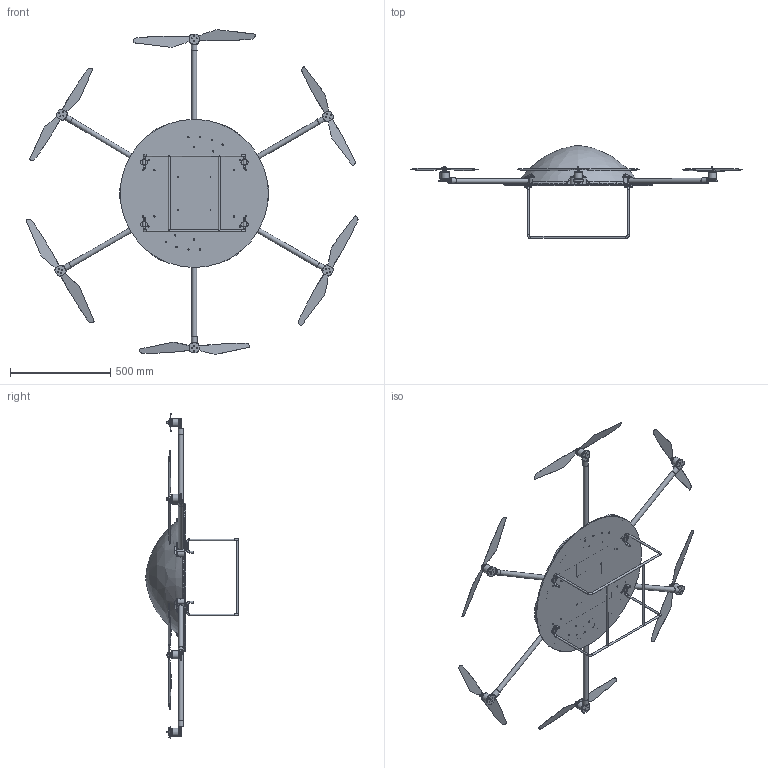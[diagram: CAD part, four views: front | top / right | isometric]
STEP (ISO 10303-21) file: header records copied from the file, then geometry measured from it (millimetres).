
FILE_DESCRIPTION(('FreeCAD Model'),'2;1');
FILE_NAME('Open CASCADE Shape Model','2025-05-04T09:57:42',('FreeCAD'),( 'FreeCAD'),'Open CASCADE STEP processor 7.6','FreeCAD','Unknown');
FILE_SCHEMA(('AUTOMOTIVE_DESIGN { 1 0 10303 214 1 1 1 1 }'));
Products named in the file (1): Open CASCADE STEP translator 7.6 1
Bounding box: 1657.33 x 463.75 x 1620.08 mm (x, y, z)
Volume: 7746399 mm3; surface area: 3324335.6 mm2
Topology: 44 solids, 44 shells, 1591 faces, 4365 edges, 2804 vertices
Faces by surface type: cylinder 689, plane 546, bspline 138, cone 122, torus 64, sphere 32
Full cylindrical faces by diameter (mm): 2.8 x1, 2.93 x8, 3 x4, 3.021 x12, 3.2 x1, 3.264 x12, 3.403 x12, 3.577 x12, 3.599 x4, 5 x48, 5.664 x12, 6.5 x24, 6.847 x3, 7.608 x3, 9.336 x12, 9.511 x12, 9.515 x12, 9.577 x6, 9.664 x12, 10 x16, 10.861 x6, 12.309 x18, 21 x6, 21.6 x3, 24 x3, 25 x6, 28 x6, 37.968 x12, 40.721 x6, 740 x1
Entity records: 69786 total; most frequent: CARTESIAN_POINT 29174, ORIENTED_EDGE 8710, DIRECTION 8195, EDGE_CURVE 4355, AXIS2_PLACEMENT_3D 3302, VERTEX_POINT 2804, FACE_BOUND 2029, EDGE_LOOP 2029
